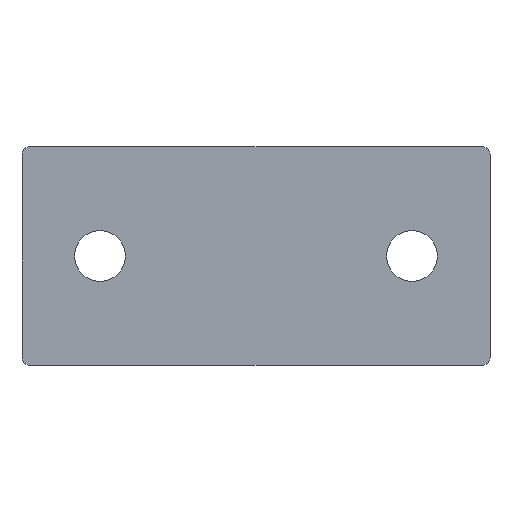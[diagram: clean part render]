
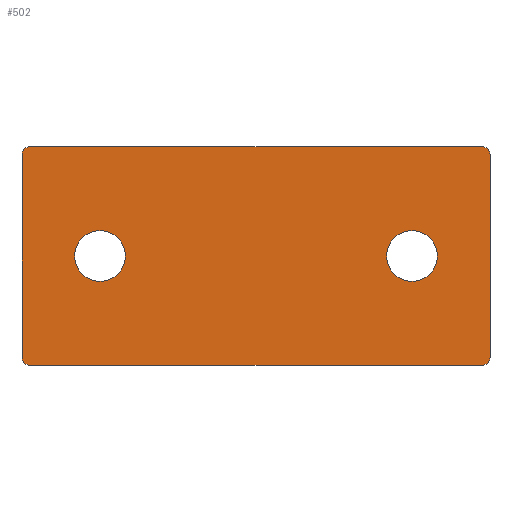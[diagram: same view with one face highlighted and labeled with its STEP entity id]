
A CAD part, top view. The second image highlights one B-rep face of the part: STEP entity #502.
In plain terms, the highlighted planar face has unit normal (0, 0, 1).
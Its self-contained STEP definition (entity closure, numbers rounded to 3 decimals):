
#18 = AXIS2_PLACEMENT_3D ( 'NONE', #204, #28, #121 ) ;
#21 = LINE ( 'NONE', #474, #31 ) ;
#28 = DIRECTION ( 'NONE',  ( 0., 0., 1. ) ) ;
#30 = ORIENTED_EDGE ( 'NONE', *, *, #43, .T. ) ;
#31 = VECTOR ( 'NONE', #233, 1000. ) ;
#32 = DIRECTION ( 'NONE',  ( 1., 0., 0. ) ) ;
#33 = CIRCLE ( 'NONE', #333, 3.25 ) ;
#35 = CARTESIAN_POINT ( 'NONE',  ( -20., 0., 2.5 ) ) ;
#36 = VERTEX_POINT ( 'NONE', #222 ) ;
#43 = EDGE_CURVE ( 'NONE', #208, #461, #167, .T. ) ;
#45 = ORIENTED_EDGE ( 'NONE', *, *, #353, .F. ) ;
#47 = VECTOR ( 'NONE', #32, 1000. ) ;
#50 = CIRCLE ( 'NONE', #157, 3.25 ) ;
#56 = CARTESIAN_POINT ( 'NONE',  ( 30., 13., 2.5 ) ) ;
#57 = ORIENTED_EDGE ( 'NONE', *, *, #441, .F. ) ;
#60 = CARTESIAN_POINT ( 'NONE',  ( 29., 13., 2.5 ) ) ;
#61 = EDGE_CURVE ( 'NONE', #445, #237, #50, .T. ) ;
#74 = PLANE ( 'NONE',  #484 ) ;
#77 = CARTESIAN_POINT ( 'NONE',  ( -30., -13., 2.5 ) ) ;
#81 = AXIS2_PLACEMENT_3D ( 'NONE', #178, #182, #340 ) ;
#86 = VERTEX_POINT ( 'NONE', #77 ) ;
#101 = LINE ( 'NONE', #501, #359 ) ;
#105 = CARTESIAN_POINT ( 'NONE',  ( 29., -14., 2.5 ) ) ;
#106 = DIRECTION ( 'NONE',  ( 0., 1., 0. ) ) ;
#110 = CIRCLE ( 'NONE', #18, 1. ) ;
#115 = EDGE_CURVE ( 'NONE', #122, #36, #351, .T. ) ;
#118 = EDGE_LOOP ( 'NONE', ( #321, #483, #271, #459, #283, #223, #170, #30 ) ) ;
#121 = DIRECTION ( 'NONE',  ( -1., 0., 0. ) ) ;
#122 = VERTEX_POINT ( 'NONE', #56 ) ;
#130 = CARTESIAN_POINT ( 'NONE',  ( -29., 14., 2.5 ) ) ;
#152 = LINE ( 'NONE', #161, #47 ) ;
#157 = AXIS2_PLACEMENT_3D ( 'NONE', #346, #297, #257 ) ;
#158 = CARTESIAN_POINT ( 'NONE',  ( -29., -13., 2.5 ) ) ;
#161 = CARTESIAN_POINT ( 'NONE',  ( -30., -14., 2.5 ) ) ;
#167 = CIRCLE ( 'NONE', #81, 1. ) ;
#170 = ORIENTED_EDGE ( 'NONE', *, *, #302, .T. ) ;
#178 = CARTESIAN_POINT ( 'NONE',  ( -29., 13., 2.5 ) ) ;
#182 = DIRECTION ( 'NONE',  ( 0., 0., 1. ) ) ;
#187 = CARTESIAN_POINT ( 'NONE',  ( 30., -14., 2.5 ) ) ;
#193 = DIRECTION ( 'NONE',  ( -1., 0., 0. ) ) ;
#200 = FACE_OUTER_BOUND ( 'NONE', #118, .T. ) ;
#201 = VERTEX_POINT ( 'NONE', #105 ) ;
#204 = CARTESIAN_POINT ( 'NONE',  ( 29., -13., 2.5 ) ) ;
#208 = VERTEX_POINT ( 'NONE', #130 ) ;
#222 = CARTESIAN_POINT ( 'NONE',  ( 29., 14., 2.5 ) ) ;
#223 = ORIENTED_EDGE ( 'NONE', *, *, #115, .T. ) ;
#224 = CARTESIAN_POINT ( 'NONE',  ( 20., 0., 2.5 ) ) ;
#232 = CARTESIAN_POINT ( 'NONE',  ( -20., 0., 2.5 ) ) ;
#233 = DIRECTION ( 'NONE',  ( 0., -1., 0. ) ) ;
#234 = CIRCLE ( 'NONE', #295, 3.25 ) ;
#237 = VERTEX_POINT ( 'NONE', #308 ) ;
#242 = EDGE_LOOP ( 'NONE', ( #45, #57 ) ) ;
#249 = VERTEX_POINT ( 'NONE', #394 ) ;
#257 = DIRECTION ( 'NONE',  ( 1., 0., 0. ) ) ;
#259 = DIRECTION ( 'NONE',  ( -1., 0., 0. ) ) ;
#261 = EDGE_CURVE ( 'NONE', #361, #122, #350, .T. ) ;
#271 = ORIENTED_EDGE ( 'NONE', *, *, #494, .T. ) ;
#279 = DIRECTION ( 'NONE',  ( 0., 0., -1. ) ) ;
#283 = ORIENTED_EDGE ( 'NONE', *, *, #261, .T. ) ;
#295 = AXIS2_PLACEMENT_3D ( 'NONE', #35, #397, #486 ) ;
#297 = DIRECTION ( 'NONE',  ( 0., 0., 1. ) ) ;
#299 = AXIS2_PLACEMENT_3D ( 'NONE', #224, #466, #507 ) ;
#300 = CARTESIAN_POINT ( 'NONE',  ( 30., -13., 2.5 ) ) ;
#302 = EDGE_CURVE ( 'NONE', #36, #208, #101, .T. ) ;
#305 = VECTOR ( 'NONE', #106, 1000. ) ;
#308 = CARTESIAN_POINT ( 'NONE',  ( 16.75, 0., 2.5 ) ) ;
#311 = FACE_BOUND ( 'NONE', #341, .T. ) ;
#319 = DIRECTION ( 'NONE',  ( 0., 0., 1. ) ) ;
#321 = ORIENTED_EDGE ( 'NONE', *, *, #377, .T. ) ;
#324 = CARTESIAN_POINT ( 'NONE',  ( 0., 0., 2.5 ) ) ;
#325 = ORIENTED_EDGE ( 'NONE', *, *, #61, .F. ) ;
#329 = EDGE_CURVE ( 'NONE', #237, #445, #396, .T. ) ;
#333 = AXIS2_PLACEMENT_3D ( 'NONE', #232, #435, #383 ) ;
#340 = DIRECTION ( 'NONE',  ( -1., 0., 0. ) ) ;
#341 = EDGE_LOOP ( 'NONE', ( #410, #325 ) ) ;
#342 = AXIS2_PLACEMENT_3D ( 'NONE', #158, #319, #193 ) ;
#346 = CARTESIAN_POINT ( 'NONE',  ( 20., 0., 2.5 ) ) ;
#350 = LINE ( 'NONE', #187, #305 ) ;
#351 = CIRCLE ( 'NONE', #472, 1. ) ;
#352 = CARTESIAN_POINT ( 'NONE',  ( -30., 13., 2.5 ) ) ;
#353 = EDGE_CURVE ( 'NONE', #437, #249, #33, .T. ) ;
#359 = VECTOR ( 'NONE', #259, 1000. ) ;
#361 = VERTEX_POINT ( 'NONE', #300 ) ;
#371 = VERTEX_POINT ( 'NONE', #427 ) ;
#377 = EDGE_CURVE ( 'NONE', #461, #86, #21, .T. ) ;
#383 = DIRECTION ( 'NONE',  ( 1., 0., 0. ) ) ;
#394 = CARTESIAN_POINT ( 'NONE',  ( -16.75, 0., 2.5 ) ) ;
#396 = CIRCLE ( 'NONE', #299, 3.25 ) ;
#397 = DIRECTION ( 'NONE',  ( 0., 0., 1. ) ) ;
#400 = DIRECTION ( 'NONE',  ( -1., 0., 0. ) ) ;
#404 = FACE_BOUND ( 'NONE', #242, .T. ) ;
#410 = ORIENTED_EDGE ( 'NONE', *, *, #329, .F. ) ;
#425 = DIRECTION ( 'NONE',  ( -1., 0., 0. ) ) ;
#427 = CARTESIAN_POINT ( 'NONE',  ( -29., -14., 2.5 ) ) ;
#434 = EDGE_CURVE ( 'NONE', #86, #371, #458, .T. ) ;
#435 = DIRECTION ( 'NONE',  ( 0., 0., 1. ) ) ;
#436 = CARTESIAN_POINT ( 'NONE',  ( 23.25, 0., 2.5 ) ) ;
#437 = VERTEX_POINT ( 'NONE', #443 ) ;
#441 = EDGE_CURVE ( 'NONE', #249, #437, #234, .T. ) ;
#443 = CARTESIAN_POINT ( 'NONE',  ( -23.25, 0., 2.5 ) ) ;
#445 = VERTEX_POINT ( 'NONE', #436 ) ;
#458 = CIRCLE ( 'NONE', #342, 1. ) ;
#459 = ORIENTED_EDGE ( 'NONE', *, *, #462, .T. ) ;
#461 = VERTEX_POINT ( 'NONE', #352 ) ;
#462 = EDGE_CURVE ( 'NONE', #201, #361, #110, .T. ) ;
#466 = DIRECTION ( 'NONE',  ( 0., 0., 1. ) ) ;
#472 = AXIS2_PLACEMENT_3D ( 'NONE', #60, #513, #425 ) ;
#474 = CARTESIAN_POINT ( 'NONE',  ( -30., -14., 2.5 ) ) ;
#483 = ORIENTED_EDGE ( 'NONE', *, *, #434, .T. ) ;
#484 = AXIS2_PLACEMENT_3D ( 'NONE', #324, #279, #400 ) ;
#486 = DIRECTION ( 'NONE',  ( 1., 0., 0. ) ) ;
#494 = EDGE_CURVE ( 'NONE', #371, #201, #152, .T. ) ;
#501 = CARTESIAN_POINT ( 'NONE',  ( -30., 14., 2.5 ) ) ;
#502 = ADVANCED_FACE ( 'NONE', ( #200, #404, #311 ), #74, .F. ) ;
#507 = DIRECTION ( 'NONE',  ( 1., 0., 0. ) ) ;
#513 = DIRECTION ( 'NONE',  ( 0., 0., 1. ) ) ;
